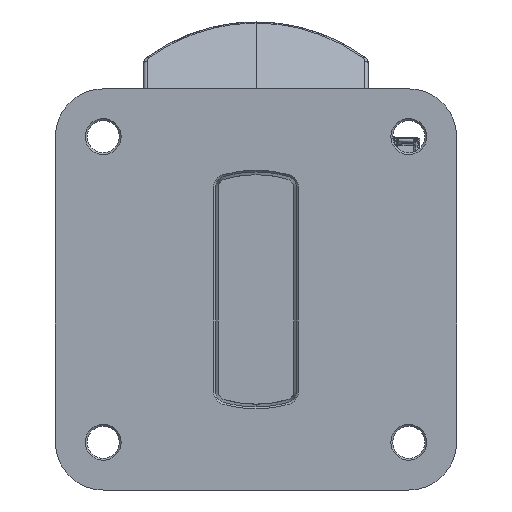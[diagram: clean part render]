
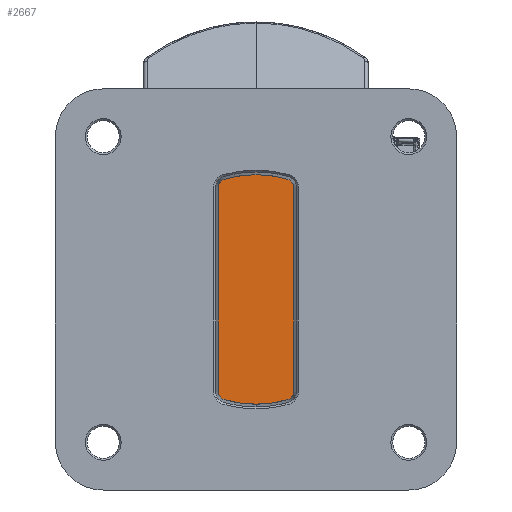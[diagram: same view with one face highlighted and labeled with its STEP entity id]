
A CAD part, front view. The second image highlights one B-rep face of the part: STEP entity #2667.
In plain terms, the highlighted planar face has unit normal (0, -1, 0).
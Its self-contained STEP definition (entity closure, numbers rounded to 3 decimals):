
#94 = LINE ( 'NONE', #15511, #10735 ) ;
#95 = LINE ( 'NONE', #15530, #10751 ) ;
#501 = FACE_OUTER_BOUND ( 'NONE', #836, .T. ) ;
#836 = EDGE_LOOP ( 'NONE', ( #13770, #14081, #14029, #13775, #14060, #14131, #13823, #13686, #14070 ) ) ;
#2667 = ADVANCED_FACE ( 'NONE', ( #501 ), #13387, .T. ) ;
#4073 = DIRECTION ( 'NONE',  ( 0., 1., 0. ) ) ;
#4113 = DIRECTION ( 'NONE',  ( 0., 0., -1. ) ) ;
#4116 = CARTESIAN_POINT ( 'NONE',  ( -1.624, -41.281, -45. ) ) ;
#7513 = CARTESIAN_POINT ( 'NONE',  ( -9.986, -41.281, -16.171 ) ) ;
#7519 = CARTESIAN_POINT ( 'NONE',  ( -1.624, -41.281, -14.982 ) ) ;
#7720 = CARTESIAN_POINT ( 'NONE',  ( -11.442, -41.281, -18.108 ) ) ;
#7721 = CARTESIAN_POINT ( 'NONE',  ( -11.442, -41.281, -71.892 ) ) ;
#7727 = CARTESIAN_POINT ( 'NONE',  ( 6.738, -41.281, -16.171 ) ) ;
#7728 = CARTESIAN_POINT ( 'NONE',  ( -9.986, -41.281, -73.829 ) ) ;
#7729 = CARTESIAN_POINT ( 'NONE',  ( 8.193, -41.281, -18.108 ) ) ;
#7732 = CARTESIAN_POINT ( 'NONE',  ( 8.193, -41.281, -71.892 ) ) ;
#7735 = CARTESIAN_POINT ( 'NONE',  ( 6.738, -41.281, -73.829 ) ) ;
#10733 = AXIS2_PLACEMENT_3D ( 'NONE', #15508, #15507, #15506 ) ;
#10735 = VECTOR ( 'NONE', #15510, 1000. ) ;
#10736 = CIRCLE ( 'NONE', #10733, 2.018 ) ;
#10738 = AXIS2_PLACEMENT_3D ( 'NONE', #15515, #15514, #15513 ) ;
#10739 = CIRCLE ( 'NONE', #10738, 2.018 ) ;
#10742 = AXIS2_PLACEMENT_3D ( 'NONE', #15519, #15518, #15517 ) ;
#10745 = CIRCLE ( 'NONE', #10742, 30.018 ) ;
#10749 = AXIS2_PLACEMENT_3D ( 'NONE', #15524, #15523, #15521 ) ;
#10751 = VECTOR ( 'NONE', #15528, 1000. ) ;
#10754 = CIRCLE ( 'NONE', #10749, 2.018 ) ;
#10755 = AXIS2_PLACEMENT_3D ( 'NONE', #15533, #15532, #15531 ) ;
#10756 = CIRCLE ( 'NONE', #10755, 30.018 ) ;
#10758 = AXIS2_PLACEMENT_3D ( 'NONE', #15536, #15535, #15534 ) ;
#10835 = CIRCLE ( 'NONE', #10758, 2.018 ) ;
#11754 = AXIS2_PLACEMENT_3D ( 'NONE', #13386, #13385, #13383 ) ;
#13383 = DIRECTION ( 'NONE',  ( 0., 0., -1. ) ) ;
#13385 = DIRECTION ( 'NONE',  ( 0., -1., 0. ) ) ;
#13386 = CARTESIAN_POINT ( 'NONE',  ( -1.624, -41.281, -47. ) ) ;
#13387 = PLANE ( 'NONE',  #11754 ) ;
#13686 = ORIENTED_EDGE ( 'NONE', *, *, #16227, .F. ) ;
#13770 = ORIENTED_EDGE ( 'NONE', *, *, #16222, .F. ) ;
#13775 = ORIENTED_EDGE ( 'NONE', *, *, #16224, .F. ) ;
#13823 = ORIENTED_EDGE ( 'NONE', *, *, #16226, .F. ) ;
#13858 = VERTEX_POINT ( 'NONE', #7735 ) ;
#13861 = VERTEX_POINT ( 'NONE', #7732 ) ;
#13864 = VERTEX_POINT ( 'NONE', #7729 ) ;
#13865 = VERTEX_POINT ( 'NONE', #7728 ) ;
#13866 = VERTEX_POINT ( 'NONE', #7727 ) ;
#13868 = VERTEX_POINT ( 'NONE', #7721 ) ;
#13869 = VERTEX_POINT ( 'NONE', #7720 ) ;
#14029 = ORIENTED_EDGE ( 'NONE', *, *, #16223, .F. ) ;
#14060 = ORIENTED_EDGE ( 'NONE', *, *, #16225, .F. ) ;
#14070 = ORIENTED_EDGE ( 'NONE', *, *, #16228, .F. ) ;
#14081 = ORIENTED_EDGE ( 'NONE', *, *, #16221, .F. ) ;
#14131 = ORIENTED_EDGE ( 'NONE', *, *, #17157, .F. ) ;
#14683 = AXIS2_PLACEMENT_3D ( 'NONE', #4116, #4073, #4113 ) ;
#15030 = CIRCLE ( 'NONE', #14683, 30.018 ) ;
#15506 = DIRECTION ( 'NONE',  ( 0., 0., -1. ) ) ;
#15507 = DIRECTION ( 'NONE',  ( 0., 1., 0. ) ) ;
#15508 = CARTESIAN_POINT ( 'NONE',  ( -9.424, -41.281, -71.892 ) ) ;
#15510 = DIRECTION ( 'NONE',  ( 0., 0., 1. ) ) ;
#15511 = CARTESIAN_POINT ( 'NONE',  ( -11.442, -41.281, -18.108 ) ) ;
#15513 = DIRECTION ( 'NONE',  ( 0., 0., -1. ) ) ;
#15514 = DIRECTION ( 'NONE',  ( 0., 1., 0. ) ) ;
#15515 = CARTESIAN_POINT ( 'NONE',  ( -9.424, -41.281, -18.108 ) ) ;
#15517 = DIRECTION ( 'NONE',  ( 0., 0., -1. ) ) ;
#15518 = DIRECTION ( 'NONE',  ( 0., 1., 0. ) ) ;
#15519 = CARTESIAN_POINT ( 'NONE',  ( -1.624, -41.281, -45. ) ) ;
#15521 = DIRECTION ( 'NONE',  ( 0., 0., -1. ) ) ;
#15523 = DIRECTION ( 'NONE',  ( 0., 1., 0. ) ) ;
#15524 = CARTESIAN_POINT ( 'NONE',  ( 6.176, -41.281, -18.108 ) ) ;
#15528 = DIRECTION ( 'NONE',  ( 0., 0., -1. ) ) ;
#15530 = CARTESIAN_POINT ( 'NONE',  ( 8.193, -41.281, -18.108 ) ) ;
#15531 = DIRECTION ( 'NONE',  ( 0., 0., -1. ) ) ;
#15532 = DIRECTION ( 'NONE',  ( 0., 1., 0. ) ) ;
#15533 = CARTESIAN_POINT ( 'NONE',  ( -1.624, -41.281, -45. ) ) ;
#15534 = DIRECTION ( 'NONE',  ( 0., 0., -1. ) ) ;
#15535 = DIRECTION ( 'NONE',  ( 0., 1., 0. ) ) ;
#15536 = CARTESIAN_POINT ( 'NONE',  ( 6.176, -41.281, -71.892 ) ) ;
#16221 = EDGE_CURVE ( 'NONE', #13861, #13858, #10835, .T. ) ;
#16222 = EDGE_CURVE ( 'NONE', #13858, #13865, #10756, .T. ) ;
#16223 = EDGE_CURVE ( 'NONE', #13864, #13861, #95, .T. ) ;
#16224 = EDGE_CURVE ( 'NONE', #13866, #13864, #10754, .T. ) ;
#16225 = EDGE_CURVE ( 'NONE', #16993, #13866, #10745, .T. ) ;
#16226 = EDGE_CURVE ( 'NONE', #13869, #16997, #10739, .T. ) ;
#16227 = EDGE_CURVE ( 'NONE', #13868, #13869, #94, .T. ) ;
#16228 = EDGE_CURVE ( 'NONE', #13865, #13868, #10736, .T. ) ;
#16993 = VERTEX_POINT ( 'NONE', #7519 ) ;
#16997 = VERTEX_POINT ( 'NONE', #7513 ) ;
#17157 = EDGE_CURVE ( 'NONE', #16997, #16993, #15030, .T. ) ;
